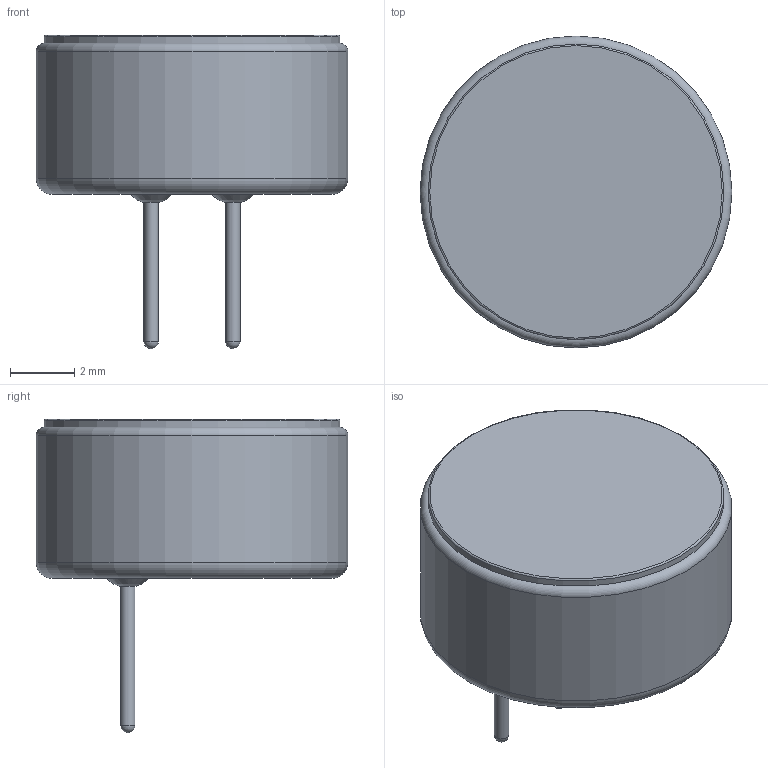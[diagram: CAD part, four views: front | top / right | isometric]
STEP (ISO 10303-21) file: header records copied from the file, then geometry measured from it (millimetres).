
FILE_DESCRIPTION(/* description */ (''),/* implementation_level */ '2;1');
FILE_NAME(/* name */ 'Mallory - PMOF-9745P-39UQ.step',/* time_stamp */ '2020-04-23T19:21:31+01:00',/* author */ (''),/* organization */ (''),/* preprocessor_version */ 'ST-DEVELOPER v18.1',/* originating_system */ 'Autodesk Translation Framework v9.2.0.1227',/* authorisation */ '');
FILE_SCHEMA (('AUTOMOTIVE_DESIGN { 1 0 10303 214 3 1 1 }'));
Length unit declared in the file: millimetre
Products named in the file (1): Mallory - PMOF-9745P-39UQ
Bounding box: 9.7 x 9.7 x 9.75 mm (x, y, z)
Volume: 330.2 mm3; surface area: 380.1 mm2
Topology: 1 solids, 3 shells, 25 faces, 53 edges, 34 vertices
Faces by surface type: plane 12, bspline 4, cylinder 4, torus 3, sphere 2
Full cylindrical faces by diameter (mm): 0.45 x2, 9.2 x1, 9.7 x1
Entity records: 858 total; most frequent: CARTESIAN_POINT 277, DIRECTION 114, ORIENTED_EDGE 102, EDGE_CURVE 51, AXIS2_PLACEMENT_3D 45, VERTEX_POINT 34, EDGE_LOOP 27, FACE_OUTER_BOUND 25
